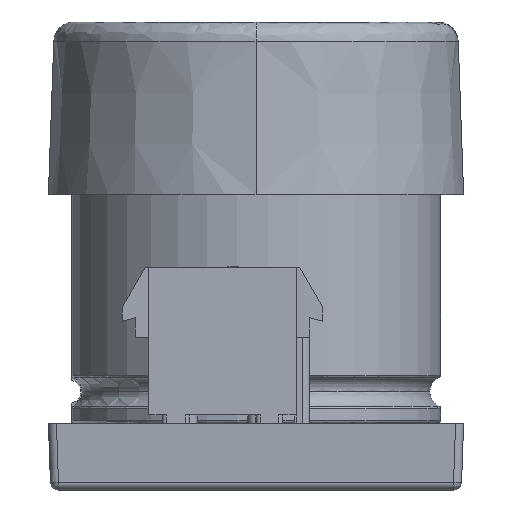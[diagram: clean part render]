
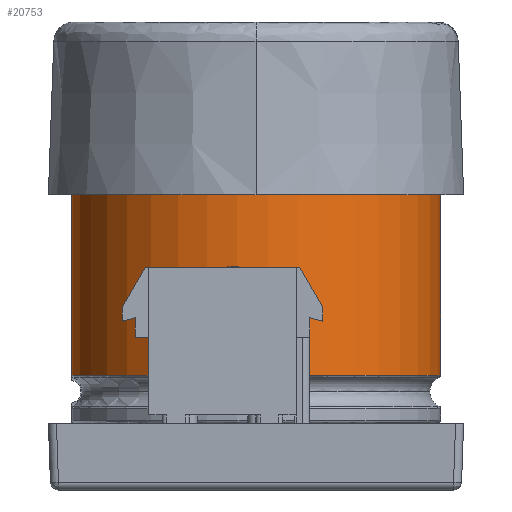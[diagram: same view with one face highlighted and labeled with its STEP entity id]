
A CAD part, left-side view. The second image highlights one B-rep face of the part: STEP entity #20753.
In plain terms, the highlighted cylindrical face has radius 17.5 mm (diameter 35 mm), a partial arc.
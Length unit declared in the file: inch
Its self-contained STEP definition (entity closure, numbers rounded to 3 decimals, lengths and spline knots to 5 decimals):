
#4229 = CARTESIAN_POINT ( 'NONE',  ( -0.53482, 0., 1.62795 ) ) ;
#4230 = DIRECTION ( 'NONE',  ( 0., 0., -1. ) ) ;
#4231 = DIRECTION ( 'NONE',  ( 0.17, 0.985, 0. ) ) ;
#4697 = AXIS2_PLACEMENT_3D ( 'NONE', #4229, #4230, #4231 ) ;
#5000 = FACE_OUTER_BOUND ( 'NONE', #16495, .T. ) ;
#5003 = CYLINDRICAL_SURFACE ( 'NONE', #4697, 0.68898 ) ;
#6964 = CIRCLE ( 'NONE', #6965, 0.68898 ) ;
#6965 = AXIS2_PLACEMENT_3D ( 'NONE', #8656, #8657, #8658 ) ;
#6973 = CIRCLE ( 'NONE', #6974, 0.68898 ) ;
#6974 = AXIS2_PLACEMENT_3D ( 'NONE', #8683, #8684, #8685 ) ;
#8656 = CARTESIAN_POINT ( 'NONE',  ( -0.53482, 0., 0.42888 ) ) ;
#8657 = DIRECTION ( 'NONE',  ( 0., 0., 1. ) ) ;
#8658 = DIRECTION ( 'NONE',  ( -0.17, -0.985, 0. ) ) ;
#8683 = CARTESIAN_POINT ( 'NONE',  ( -0.53482, 0., 1.61811 ) ) ;
#8684 = DIRECTION ( 'NONE',  ( 0., 0., -1. ) ) ;
#8685 = DIRECTION ( 'NONE',  ( -0.17, -0.985, 0. ) ) ;
#10783 = CIRCLE ( 'NONE', #10792, 0.68898 ) ;
#10792 = AXIS2_PLACEMENT_3D ( 'NONE', #12790, #12791, #12792 ) ;
#10799 = CIRCLE ( 'NONE', #10802, 0.68898 ) ;
#10802 = AXIS2_PLACEMENT_3D ( 'NONE', #12821, #12822, #12823 ) ;
#10805 = VECTOR ( 'NONE', #12832, 39.37008 ) ;
#10806 = VECTOR ( 'NONE', #12834, 39.37008 ) ;
#12547 = LINE ( 'NONE', #12831, #10805 ) ;
#12548 = LINE ( 'NONE', #12833, #10806 ) ;
#12790 = CARTESIAN_POINT ( 'NONE',  ( -0.53482, 0., 1.61811 ) ) ;
#12791 = DIRECTION ( 'NONE',  ( 0., 0., -1. ) ) ;
#12792 = DIRECTION ( 'NONE',  ( -0.17, -0.985, 0. ) ) ;
#12821 = CARTESIAN_POINT ( 'NONE',  ( -0.53482, 0., 0.42888 ) ) ;
#12822 = DIRECTION ( 'NONE',  ( 0., 0., 1. ) ) ;
#12823 = DIRECTION ( 'NONE',  ( -0.17, -0.985, 0. ) ) ;
#12831 = CARTESIAN_POINT ( 'NONE',  ( -0.2543, 0.62928, 1.62795 ) ) ;
#12832 = DIRECTION ( 'NONE',  ( 0., 0., -1. ) ) ;
#12833 = CARTESIAN_POINT ( 'NONE',  ( -0.51038, 0.68854, 1.62795 ) ) ;
#12834 = DIRECTION ( 'NONE',  ( 0., 0., 1. ) ) ;
#14012 = VERTEX_POINT ( 'NONE', #15035 ) ;
#14059 = VERTEX_POINT ( 'NONE', #15082 ) ;
#14061 = VERTEX_POINT ( 'NONE', #15084 ) ;
#14066 = VERTEX_POINT ( 'NONE', #15089 ) ;
#14178 = VERTEX_POINT ( 'NONE', #15204 ) ;
#14182 = VERTEX_POINT ( 'NONE', #15208 ) ;
#15035 = CARTESIAN_POINT ( 'NONE',  ( -0.51038, 0.68854, 0.42888 ) ) ;
#15082 = CARTESIAN_POINT ( 'NONE',  ( -0.51038, 0.68854, 1.61811 ) ) ;
#15084 = CARTESIAN_POINT ( 'NONE',  ( -0.65221, -0.6789, 0.42888 ) ) ;
#15089 = CARTESIAN_POINT ( 'NONE',  ( -0.65221, -0.6789, 1.61811 ) ) ;
#15204 = CARTESIAN_POINT ( 'NONE',  ( -0.2543, 0.62928, 1.61811 ) ) ;
#15208 = CARTESIAN_POINT ( 'NONE',  ( -0.2543, 0.62928, 0.42888 ) ) ;
#16495 = EDGE_LOOP ( 'NONE', ( #17186, #17188, #17185, #17187, #17189, #17190 ) ) ;
#17185 = ORIENTED_EDGE ( 'NONE', *, *, #21146, .T. ) ;
#17186 = ORIENTED_EDGE ( 'NONE', *, *, #27624, .F. ) ;
#17187 = ORIENTED_EDGE ( 'NONE', *, *, #27625, .F. ) ;
#17188 = ORIENTED_EDGE ( 'NONE', *, *, #27613, .T. ) ;
#17189 = ORIENTED_EDGE ( 'NONE', *, *, #21139, .T. ) ;
#17190 = ORIENTED_EDGE ( 'NONE', *, *, #27621, .T. ) ;
#20753 = ADVANCED_FACE ( 'NONE', ( #5000 ), #5003, .T. ) ;
#21139 = EDGE_CURVE ( 'NONE', #14012, #14061, #6964, .T. ) ;
#21146 = EDGE_CURVE ( 'NONE', #14066, #14059, #6973, .T. ) ;
#27613 = EDGE_CURVE ( 'NONE', #14178, #14066, #10783, .T. ) ;
#27621 = EDGE_CURVE ( 'NONE', #14061, #14182, #10799, .T. ) ;
#27624 = EDGE_CURVE ( 'NONE', #14178, #14182, #12547, .T. ) ;
#27625 = EDGE_CURVE ( 'NONE', #14012, #14059, #12548, .T. ) ;
